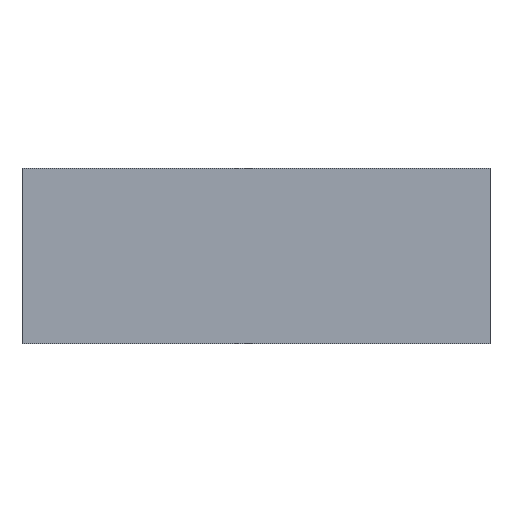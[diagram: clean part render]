
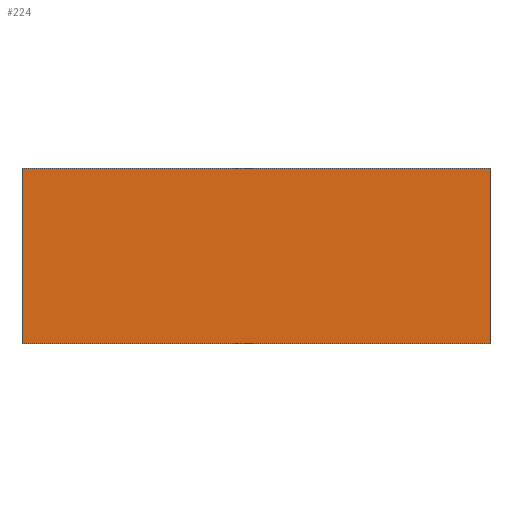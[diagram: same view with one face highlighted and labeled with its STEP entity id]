
A CAD part, top view. The second image highlights one B-rep face of the part: STEP entity #224.
In plain terms, the highlighted planar face has unit normal (0, 0, 1).
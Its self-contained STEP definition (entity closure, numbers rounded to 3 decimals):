
#22=PLANE('',#258);
#34=FACE_OUTER_BOUND('',#46,.T.);
#46=EDGE_LOOP('',(#205,#206,#207,#208));
#52=LINE('',#345,#74);
#62=LINE('',#373,#84);
#66=LINE('',#380,#88);
#68=LINE('',#384,#90);
#74=VECTOR('',#280,10.);
#84=VECTOR('',#306,10.);
#88=VECTOR('',#314,10.);
#90=VECTOR('',#320,10.);
#106=VERTEX_POINT('',#342);
#107=VERTEX_POINT('',#344);
#116=VERTEX_POINT('',#370);
#117=VERTEX_POINT('',#372);
#128=EDGE_CURVE('',#106,#107,#52,.T.);
#142=EDGE_CURVE('',#116,#117,#62,.T.);
#146=EDGE_CURVE('',#106,#117,#66,.T.);
#148=EDGE_CURVE('',#116,#107,#68,.T.);
#205=ORIENTED_EDGE('',*,*,#148,.T.);
#206=ORIENTED_EDGE('',*,*,#128,.F.);
#207=ORIENTED_EDGE('',*,*,#146,.T.);
#208=ORIENTED_EDGE('',*,*,#142,.F.);
#224=ADVANCED_FACE('',(#34),#22,.T.);
#258=AXIS2_PLACEMENT_3D('',#385,#321,#322);
#280=DIRECTION('',(1.,0.,0.));
#306=DIRECTION('',(-1.,0.,0.));
#314=DIRECTION('',(0.,-1.,0.));
#320=DIRECTION('',(0.,1.,0.));
#321=DIRECTION('center_axis',(0.,0.,1.));
#322=DIRECTION('ref_axis',(1.,0.,0.));
#342=CARTESIAN_POINT('',(-40.,15.,10.));
#344=CARTESIAN_POINT('',(40.,15.,10.));
#345=CARTESIAN_POINT('',(40.,15.,10.));
#370=CARTESIAN_POINT('',(40.,-15.,10.));
#372=CARTESIAN_POINT('',(-40.,-15.,10.));
#373=CARTESIAN_POINT('',(40.,-15.,10.));
#380=CARTESIAN_POINT('',(-40.,0.,10.));
#384=CARTESIAN_POINT('',(40.,0.,10.));
#385=CARTESIAN_POINT('Origin',(-40.,0.,10.));
